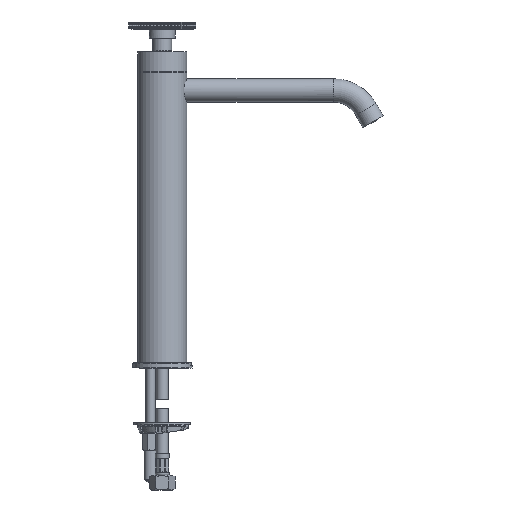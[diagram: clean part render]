
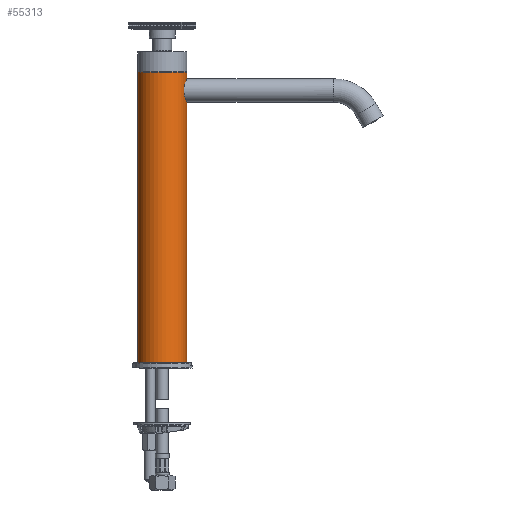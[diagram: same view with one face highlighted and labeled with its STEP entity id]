
A CAD part, front view. The second image highlights one B-rep face of the part: STEP entity #55313.
In plain terms, the highlighted cylindrical face has radius 21 mm (diameter 42 mm), a full revolution.
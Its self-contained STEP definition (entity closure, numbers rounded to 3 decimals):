
#5588=B_SPLINE_CURVE_WITH_KNOTS('',3,(#73811,#73812,#73813,#73814,#73815,
#73816,#73817,#73818,#73819,#73820,#73821,#73822,#73823,#73824,#73825,#73826,
#73827,#73828,#73829),.UNSPECIFIED.,.T.,.F.,(1,1,1,1,1,1,1,1,1,1,1,1,1,
1,1,1,1,1,1,1,1,1,1),(-0.007,-0.005,-0.002,
0.,0.002,0.005,0.007,
0.009,0.012,0.014,0.016,
0.019,0.021,0.024,0.026,
0.028,0.031,0.033,0.035,
0.038,0.04,0.042,0.045),
 .UNSPECIFIED.);
#7446=ORIENTED_EDGE('',*,*,#19673,.F.);
#7447=ORIENTED_EDGE('',*,*,#19686,.T.);
#7448=ORIENTED_EDGE('',*,*,#19687,.T.);
#19673=EDGE_CURVE('',#25792,#25792,#5588,.T.);
#19686=EDGE_CURVE('',#25805,#25805,#29660,.F.);
#19687=EDGE_CURVE('',#25806,#25806,#29661,.T.);
#25792=VERTEX_POINT('',#73830);
#25805=VERTEX_POINT('',#73859);
#25806=VERTEX_POINT('',#73861);
#29660=CIRCLE('',#58229,21.);
#29661=CIRCLE('',#58230,21.);
#32258=EDGE_LOOP('',(#7446));
#32259=EDGE_LOOP('',(#7447));
#32260=EDGE_LOOP('',(#7448));
#35459=FACE_BOUND('',#32258,.T.);
#35460=FACE_BOUND('',#32259,.T.);
#35461=FACE_BOUND('',#32260,.T.);
#38666=CYLINDRICAL_SURFACE('',#58228,21.);
#55313=ADVANCED_FACE('',(#35459,#35460,#35461),#38666,.T.);
#58228=AXIS2_PLACEMENT_3D('',#73857,#62890,#62891);
#58229=AXIS2_PLACEMENT_3D('',#73858,#62892,#62893);
#58230=AXIS2_PLACEMENT_3D('',#73860,#62894,#62895);
#62890=DIRECTION('',(0.,0.,-1.));
#62891=DIRECTION('',(-1.,0.,0.));
#62892=DIRECTION('',(0.,0.,-1.));
#62893=DIRECTION('',(-1.,0.,0.));
#62894=DIRECTION('',(0.,0.,-1.));
#62895=DIRECTION('',(-1.,0.,0.));
#73811=CARTESIAN_POINT('',(20.224,-5.68,235.374));
#73812=CARTESIAN_POINT('',(20.075,-6.159,232.999));
#73813=CARTESIAN_POINT('',(20.223,-5.682,230.631));
#73814=CARTESIAN_POINT('',(20.568,-4.351,228.648));
#73815=CARTESIAN_POINT('',(20.906,-2.368,227.318));
#73816=CARTESIAN_POINT('',(21.047,-0.005,226.842));
#73817=CARTESIAN_POINT('',(20.907,2.364,227.315));
#73818=CARTESIAN_POINT('',(20.568,4.353,228.65));
#73819=CARTESIAN_POINT('',(20.223,5.683,230.633));
#73820=CARTESIAN_POINT('',(20.075,6.158,232.997));
#73821=CARTESIAN_POINT('',(20.223,5.685,235.363));
#73822=CARTESIAN_POINT('',(20.567,4.355,237.348));
#73823=CARTESIAN_POINT('',(20.906,2.37,238.682));
#73824=CARTESIAN_POINT('',(21.047,0.002,239.159));
#73825=CARTESIAN_POINT('',(20.906,-2.365,238.684));
#73826=CARTESIAN_POINT('',(20.568,-4.35,237.352));
#73827=CARTESIAN_POINT('',(20.224,-5.68,235.374));
#73828=CARTESIAN_POINT('',(20.075,-6.159,232.999));
#73829=CARTESIAN_POINT('',(20.223,-5.682,230.631));
#73830=CARTESIAN_POINT('',(20.125,-6.,233.));
#73857=CARTESIAN_POINT('',(0.,0.,110.));
#73858=CARTESIAN_POINT('',(0.,0.,0.3));
#73859=CARTESIAN_POINT('',(-21.,0.,0.3));
#73860=CARTESIAN_POINT('',(0.,0.,248.7));
#73861=CARTESIAN_POINT('',(-21.,0.,248.7));
